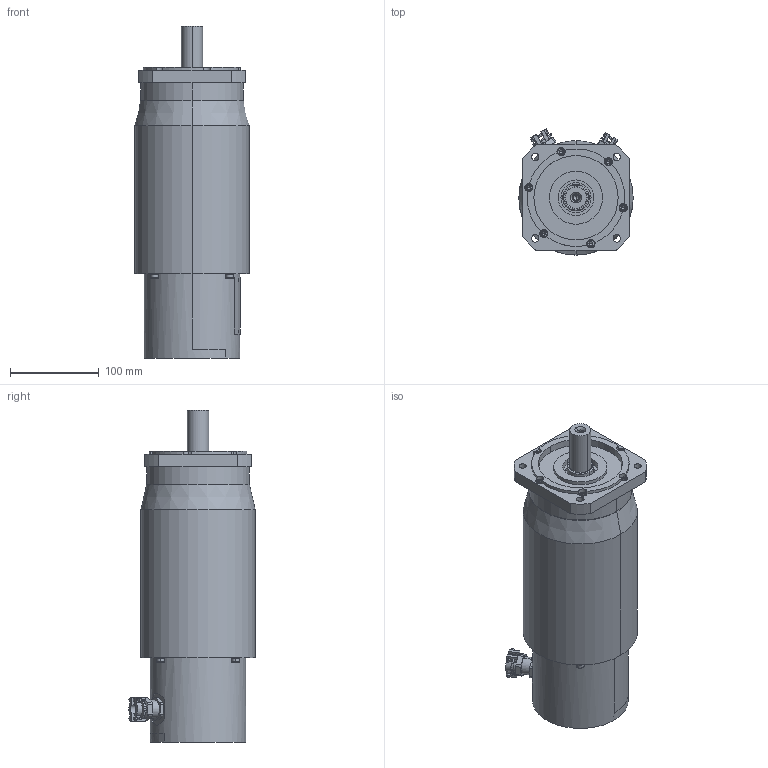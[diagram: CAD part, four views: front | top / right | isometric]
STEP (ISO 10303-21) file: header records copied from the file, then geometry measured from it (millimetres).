
FILE_DESCRIPTION((''),'2;1');
FILE_NAME('EX630EAR1300_SW0001','2004-06-28T',('pr1'),(''),'PRO/ENGINEER BY PARAMETRIC TECHNOLOGY CORPORATION, 2001500','PRO/ENGINEER BY PARAMETRIC TECHNOLOGY CORPORATION, 2001500','');
FILE_SCHEMA(('CONFIG_CONTROL_DESIGN'));
Length unit declared in the file: millimetre
Products named in the file (1): EX630EAR1300_SW0001
Bounding box: 129 x 142.67 x 374.6 mm (x, y, z)
Volume: 3813075.3 mm3; surface area: 179171.5 mm2
Topology: 1 solids, 1 shells, 658 faces, 1542 edges, 906 vertices
Faces by surface type: plane 257, cylinder 193, cone 170, torus 38
Entity records: 25174 total; most frequent: CARTESIAN_POINT 10286, DIRECTION 3182, ORIENTED_EDGE 3004, EDGE_CURVE 1502, AXIS2_PLACEMENT_3D 1252, VERTEX_POINT 906, EDGE_LOOP 750, VECTOR 678
